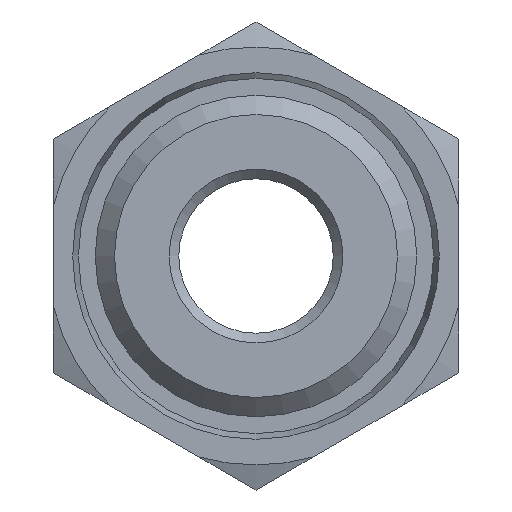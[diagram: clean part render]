
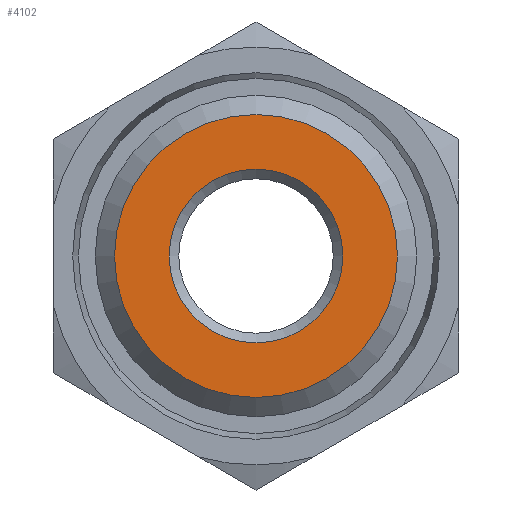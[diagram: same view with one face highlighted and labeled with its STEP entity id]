
A CAD part, front view. The second image highlights one B-rep face of the part: STEP entity #4102.
In plain terms, the highlighted planar face has unit normal (0, -1, 0).
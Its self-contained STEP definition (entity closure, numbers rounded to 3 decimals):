
#4060=CARTESIAN_POINT('',(-7.331,0.,0.));
#4061=VERTEX_POINT('',#4060);
#4062=CARTESIAN_POINT('',(0.,0.0,0.0));
#4063=DIRECTION('',(0.0,1.0,0.0));
#4064=DIRECTION('',(1.0,0.0,0.0));
#4065=AXIS2_PLACEMENT_3D('',#4062,#4063,#4064);
#4066=CIRCLE('',#4065,7.331);
#4067=EDGE_CURVE('',#4061,#4061,#4066,.T.);
#4083=CARTESIAN_POINT('',(-4.166,0.,0.0));
#4084=DIRECTION('',(0.0,-1.0,0.0));
#4085=DIRECTION('',(0.0,0.0,-1.0));
#4086=AXIS2_PLACEMENT_3D('',#4083,#4084,#4085);
#4087=PLANE('',#4086);
#4088=ORIENTED_EDGE('',*,*,#4067,.F.);
#4089=EDGE_LOOP('',(#4088));
#4090=FACE_OUTER_BOUND('',#4089,.T.);
#4091=CARTESIAN_POINT('',(0.,0.,4.5));
#4092=VERTEX_POINT('',#4091);
#4093=CARTESIAN_POINT('',(0.,0.0,0.0));
#4094=DIRECTION('',(0.0,-1.0,0.0));
#4095=DIRECTION('',(0.0,0.0,-1.0));
#4096=AXIS2_PLACEMENT_3D('',#4093,#4094,#4095);
#4097=CIRCLE('',#4096,4.5);
#4098=EDGE_CURVE('',#4092,#4092,#4097,.T.);
#4099=ORIENTED_EDGE('',*,*,#4098,.F.);
#4100=EDGE_LOOP('',(#4099));
#4101=FACE_BOUND('',#4100,.T.);
#4102=ADVANCED_FACE('',(#4090,#4101),#4087,.T.);
